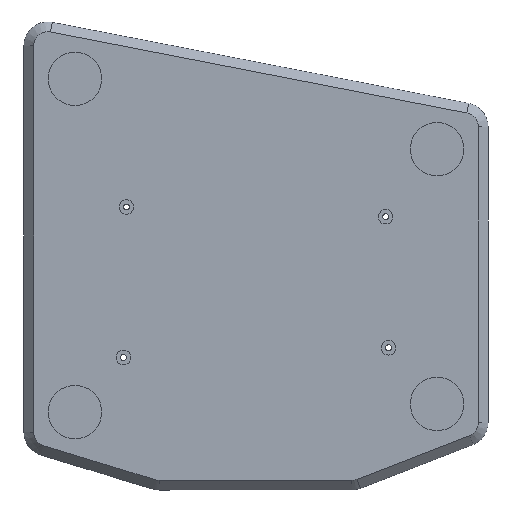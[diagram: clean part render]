
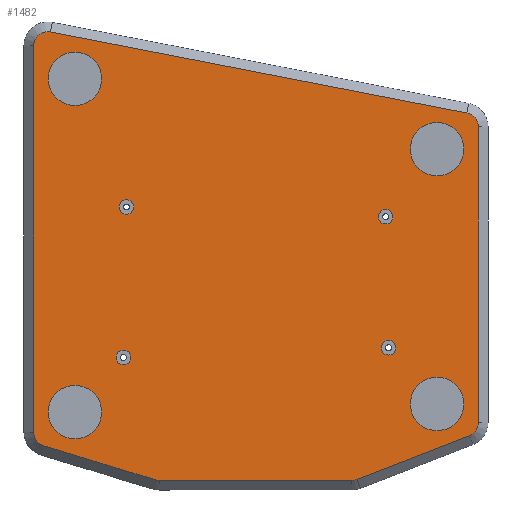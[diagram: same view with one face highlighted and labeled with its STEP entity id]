
A CAD part, front view. The second image highlights one B-rep face of the part: STEP entity #1482.
In plain terms, the highlighted planar face has unit normal (0, -1, 0).
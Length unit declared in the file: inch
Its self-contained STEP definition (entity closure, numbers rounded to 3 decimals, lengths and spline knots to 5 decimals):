
#50=FACE_BOUND('',#295,.T.);
#51=FACE_BOUND('',#296,.T.);
#52=FACE_BOUND('',#297,.T.);
#53=FACE_BOUND('',#298,.T.);
#54=FACE_BOUND('',#299,.T.);
#55=FACE_BOUND('',#300,.T.);
#56=FACE_BOUND('',#301,.T.);
#57=FACE_BOUND('',#302,.T.);
#99=PLANE('',#1647);
#206=FACE_OUTER_BOUND('',#294,.T.);
#294=EDGE_LOOP('',(#1350,#1351,#1352,#1353,#1354,#1355,#1356,#1357,#1358,
#1359,#1360,#1361));
#295=EDGE_LOOP('',(#1362));
#296=EDGE_LOOP('',(#1363));
#297=EDGE_LOOP('',(#1364));
#298=EDGE_LOOP('',(#1365));
#299=EDGE_LOOP('',(#1366));
#300=EDGE_LOOP('',(#1367));
#301=EDGE_LOOP('',(#1368));
#302=EDGE_LOOP('',(#1369));
#431=LINE('',#2468,#567);
#434=LINE('',#2481,#570);
#437=LINE('',#2489,#573);
#440=LINE('',#2497,#576);
#443=LINE('',#2505,#579);
#446=LINE('',#2513,#582);
#567=VECTOR('',#1990,0.3937);
#570=VECTOR('',#2009,0.3937);
#573=VECTOR('',#2018,0.3937);
#576=VECTOR('',#2027,0.3937);
#579=VECTOR('',#2036,0.3937);
#582=VECTOR('',#2045,0.3937);
#592=CIRCLE('',#1519,0.05906);
#595=CIRCLE('',#1524,0.05906);
#598=CIRCLE('',#1529,0.05906);
#601=CIRCLE('',#1534,0.05906);
#642=CIRCLE('',#1621,0.11417);
#643=CIRCLE('',#1624,0.11417);
#644=CIRCLE('',#1627,0.11417);
#645=CIRCLE('',#1630,0.11417);
#646=CIRCLE('',#1633,0.11417);
#651=CIRCLE('',#1648,0.11417);
#652=CIRCLE('',#1649,0.21654);
#653=CIRCLE('',#1650,0.21654);
#654=CIRCLE('',#1651,0.21654);
#655=CIRCLE('',#1652,0.21654);
#660=VERTEX_POINT('',#2153);
#663=VERTEX_POINT('',#2163);
#666=VERTEX_POINT('',#2173);
#669=VERTEX_POINT('',#2183);
#766=VERTEX_POINT('',#2464);
#767=VERTEX_POINT('',#2466);
#768=VERTEX_POINT('',#2475);
#769=VERTEX_POINT('',#2479);
#770=VERTEX_POINT('',#2483);
#771=VERTEX_POINT('',#2487);
#772=VERTEX_POINT('',#2491);
#773=VERTEX_POINT('',#2495);
#774=VERTEX_POINT('',#2499);
#775=VERTEX_POINT('',#2503);
#776=VERTEX_POINT('',#2507);
#777=VERTEX_POINT('',#2511);
#782=VERTEX_POINT('',#2537);
#783=VERTEX_POINT('',#2539);
#784=VERTEX_POINT('',#2541);
#785=VERTEX_POINT('',#2543);
#790=EDGE_CURVE('',#660,#660,#592,.T.);
#795=EDGE_CURVE('',#663,#663,#595,.T.);
#800=EDGE_CURVE('',#666,#666,#598,.T.);
#805=EDGE_CURVE('',#669,#669,#601,.T.);
#948=EDGE_CURVE('',#766,#767,#431,.T.);
#953=EDGE_CURVE('',#768,#766,#642,.T.);
#955=EDGE_CURVE('',#769,#768,#434,.T.);
#957=EDGE_CURVE('',#770,#769,#643,.T.);
#959=EDGE_CURVE('',#771,#770,#437,.T.);
#961=EDGE_CURVE('',#772,#771,#644,.T.);
#963=EDGE_CURVE('',#773,#772,#440,.T.);
#965=EDGE_CURVE('',#774,#773,#645,.T.);
#967=EDGE_CURVE('',#775,#774,#443,.T.);
#969=EDGE_CURVE('',#776,#775,#646,.T.);
#971=EDGE_CURVE('',#777,#776,#446,.T.);
#981=EDGE_CURVE('',#767,#777,#651,.T.);
#982=EDGE_CURVE('',#782,#782,#652,.T.);
#983=EDGE_CURVE('',#783,#783,#653,.T.);
#984=EDGE_CURVE('',#784,#784,#654,.T.);
#985=EDGE_CURVE('',#785,#785,#655,.T.);
#1350=ORIENTED_EDGE('',*,*,#961,.T.);
#1351=ORIENTED_EDGE('',*,*,#959,.T.);
#1352=ORIENTED_EDGE('',*,*,#957,.T.);
#1353=ORIENTED_EDGE('',*,*,#955,.T.);
#1354=ORIENTED_EDGE('',*,*,#953,.T.);
#1355=ORIENTED_EDGE('',*,*,#948,.T.);
#1356=ORIENTED_EDGE('',*,*,#981,.T.);
#1357=ORIENTED_EDGE('',*,*,#971,.T.);
#1358=ORIENTED_EDGE('',*,*,#969,.T.);
#1359=ORIENTED_EDGE('',*,*,#967,.T.);
#1360=ORIENTED_EDGE('',*,*,#965,.T.);
#1361=ORIENTED_EDGE('',*,*,#963,.T.);
#1362=ORIENTED_EDGE('',*,*,#790,.F.);
#1363=ORIENTED_EDGE('',*,*,#795,.F.);
#1364=ORIENTED_EDGE('',*,*,#800,.F.);
#1365=ORIENTED_EDGE('',*,*,#805,.F.);
#1366=ORIENTED_EDGE('',*,*,#982,.F.);
#1367=ORIENTED_EDGE('',*,*,#983,.F.);
#1368=ORIENTED_EDGE('',*,*,#984,.F.);
#1369=ORIENTED_EDGE('',*,*,#985,.F.);
#1482=ADVANCED_FACE('',(#206,#50,#51,#52,#53,#54,#55,#56,#57),#99,.T.);
#1519=AXIS2_PLACEMENT_3D('',#2154,#1687,#1688);
#1524=AXIS2_PLACEMENT_3D('',#2164,#1699,#1700);
#1529=AXIS2_PLACEMENT_3D('',#2174,#1711,#1712);
#1534=AXIS2_PLACEMENT_3D('',#2184,#1723,#1724);
#1621=AXIS2_PLACEMENT_3D('',#2477,#2004,#2005);
#1624=AXIS2_PLACEMENT_3D('',#2485,#2013,#2014);
#1627=AXIS2_PLACEMENT_3D('',#2493,#2022,#2023);
#1630=AXIS2_PLACEMENT_3D('',#2501,#2031,#2032);
#1633=AXIS2_PLACEMENT_3D('',#2509,#2040,#2041);
#1647=AXIS2_PLACEMENT_3D('',#2535,#2075,#2076);
#1648=AXIS2_PLACEMENT_3D('',#2536,#2077,#2078);
#1649=AXIS2_PLACEMENT_3D('',#2538,#2079,#2080);
#1650=AXIS2_PLACEMENT_3D('',#2540,#2081,#2082);
#1651=AXIS2_PLACEMENT_3D('',#2542,#2083,#2084);
#1652=AXIS2_PLACEMENT_3D('',#2544,#2085,#2086);
#1687=DIRECTION('center_axis',(0.,-1.,0.));
#1688=DIRECTION('ref_axis',(-1.,0.,0.));
#1699=DIRECTION('center_axis',(0.,-1.,0.));
#1700=DIRECTION('ref_axis',(-1.,0.,0.));
#1711=DIRECTION('center_axis',(0.,-1.,0.));
#1712=DIRECTION('ref_axis',(-1.,0.,0.));
#1723=DIRECTION('center_axis',(0.,-1.,0.));
#1724=DIRECTION('ref_axis',(-1.,0.,0.));
#1990=DIRECTION('',(0.957,0.,-0.292));
#2004=DIRECTION('center_axis',(0.,-1.,0.));
#2005=DIRECTION('ref_axis',(-1.,0.,0.));
#2009=DIRECTION('',(0.,0.,-1.));
#2013=DIRECTION('center_axis',(0.,-1.,0.));
#2014=DIRECTION('ref_axis',(0.191,0.,0.982));
#2018=DIRECTION('',(-0.982,0.,0.191));
#2022=DIRECTION('center_axis',(0.,-1.,0.));
#2023=DIRECTION('ref_axis',(1.,0.,0.));
#2027=DIRECTION('',(0.,0.,1.));
#2031=DIRECTION('center_axis',(0.,-1.,0.));
#2032=DIRECTION('ref_axis',(0.362,0.,-0.932));
#2036=DIRECTION('',(0.932,0.,0.362));
#2040=DIRECTION('center_axis',(0.,-1.,0.));
#2041=DIRECTION('ref_axis',(0.,0.,-1.));
#2045=DIRECTION('',(1.,0.,0.));
#2075=DIRECTION('center_axis',(0.,-1.,0.));
#2076=DIRECTION('ref_axis',(0.,0.,1.));
#2077=DIRECTION('center_axis',(0.,-1.,0.));
#2078=DIRECTION('ref_axis',(-0.292,0.,-0.957));
#2079=DIRECTION('center_axis',(0.,-1.,0.));
#2080=DIRECTION('ref_axis',(-1.,0.,0.));
#2081=DIRECTION('center_axis',(0.,-1.,0.));
#2082=DIRECTION('ref_axis',(-1.,0.,0.));
#2083=DIRECTION('center_axis',(0.,-1.,0.));
#2084=DIRECTION('ref_axis',(-1.,0.,0.));
#2085=DIRECTION('center_axis',(0.,-1.,0.));
#2086=DIRECTION('ref_axis',(-1.,0.,0.));
#2153=CARTESIAN_POINT('',(4.18078,-0.28543,1.8355));
#2154=CARTESIAN_POINT('Origin',(4.12173,-0.28543,1.8355));
#2163=CARTESIAN_POINT('',(4.15679,-0.28543,0.61503));
#2164=CARTESIAN_POINT('Origin',(4.09773,-0.28543,0.61503));
#2173=CARTESIAN_POINT('',(6.28277,-0.28543,1.75676));
#2174=CARTESIAN_POINT('Origin',(6.22371,-0.28543,1.75676));
#2183=CARTESIAN_POINT('',(6.30677,-0.28543,0.69377));
#2184=CARTESIAN_POINT('Origin',(6.24771,-0.28543,0.69377));
#2464=CARTESIAN_POINT('',(3.45044,-0.28543,-0.10048));
#2466=CARTESIAN_POINT('',(4.35415,-0.28543,-0.37607));
#2468=CARTESIAN_POINT('',(4.47551,-0.28543,-0.41308));
#2475=CARTESIAN_POINT('',(3.36957,-0.28543,0.00873));
#2477=CARTESIAN_POINT('Origin',(3.48374,-0.28543,0.00873));
#2479=CARTESIAN_POINT('',(3.36957,-0.28543,3.14323));
#2481=CARTESIAN_POINT('',(3.36957,-0.28543,0.72346));
#2483=CARTESIAN_POINT('',(3.50554,-0.28543,3.2553));
#2485=CARTESIAN_POINT('Origin',(3.48374,-0.28543,3.14323));
#2487=CARTESIAN_POINT('',(6.88349,-0.28543,2.59848));
#2489=CARTESIAN_POINT('',(4.47899,-0.28543,3.06602));
#2491=CARTESIAN_POINT('',(6.97587,-0.28543,2.4864));
#2493=CARTESIAN_POINT('Origin',(6.8617,-0.28543,2.4864));
#2495=CARTESIAN_POINT('',(6.97587,-0.28543,0.08747));
#2497=CARTESIAN_POINT('',(6.97587,-0.28543,1.96229));
#2499=CARTESIAN_POINT('',(6.90308,-0.28543,-0.01894));
#2501=CARTESIAN_POINT('Origin',(6.8617,-0.28543,0.08747));
#2503=CARTESIAN_POINT('',(5.99194,-0.28543,-0.37327));
#2505=CARTESIAN_POINT('',(6.39767,-0.28543,-0.21549));
#2507=CARTESIAN_POINT('',(5.95056,-0.28543,-0.38103));
#2509=CARTESIAN_POINT('Origin',(5.95056,-0.28543,-0.26686));
#2511=CARTESIAN_POINT('',(4.38745,-0.28543,-0.38103));
#2513=CARTESIAN_POINT('',(5.56164,-0.28543,-0.38103));
#2535=CARTESIAN_POINT('Origin',(5.17272,-0.28543,1.43818));
#2536=CARTESIAN_POINT('Origin',(4.38745,-0.28543,-0.26686));
#2537=CARTESIAN_POINT('',(6.85776,-0.28543,0.23829));
#2538=CARTESIAN_POINT('Origin',(6.64122,-0.28543,0.23829));
#2539=CARTESIAN_POINT('',(3.92075,-0.28543,0.17199));
#2540=CARTESIAN_POINT('Origin',(3.70422,-0.28543,0.17199));
#2541=CARTESIAN_POINT('',(6.85776,-0.28543,2.30467));
#2542=CARTESIAN_POINT('Origin',(6.64122,-0.28543,2.30467));
#2543=CARTESIAN_POINT('',(3.92075,-0.28543,2.87576));
#2544=CARTESIAN_POINT('Origin',(3.70422,-0.28543,2.87576));
